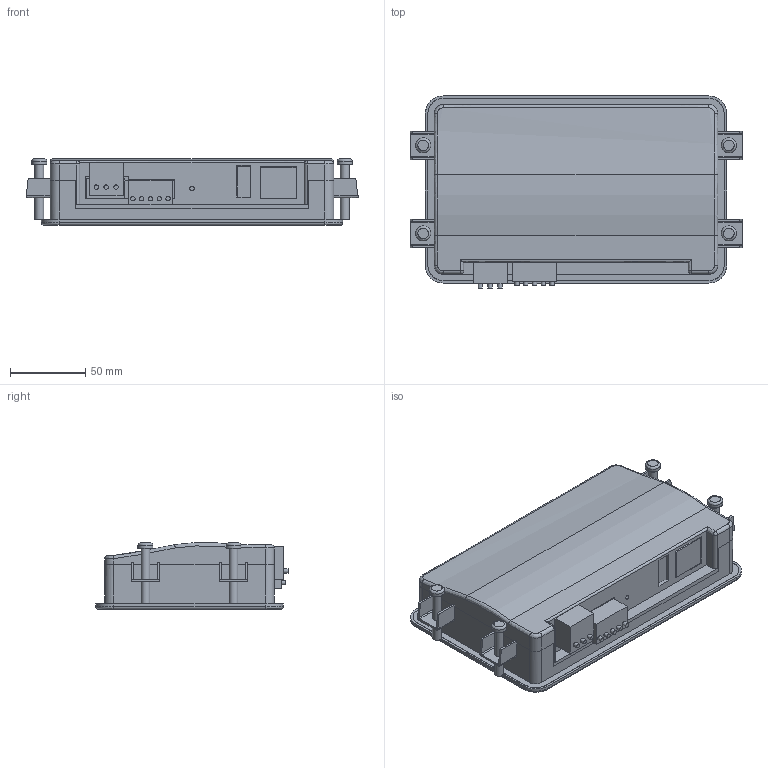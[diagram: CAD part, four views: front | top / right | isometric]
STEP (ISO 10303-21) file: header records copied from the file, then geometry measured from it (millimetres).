
FILE_DESCRIPTION(('FreeCAD Model'),'2;1');
FILE_NAME('Open CASCADE Shape Model','2025-04-30T07:11:05',('FreeCAD'),( 'FreeCAD'),'Open CASCADE STEP processor 7.6','FreeCAD','Unknown');
FILE_SCHEMA(('AUTOMOTIVE_DESIGN { 1 0 10303 214 1 1 1 1 }'));
Length unit declared in the file: millimetre
Products named in the file (1): Open CASCADE STEP translator 7.6 1
Bounding box: 220.37 x 127.57 x 44.22 mm (x, y, z)
Volume: 364430.9 mm3; surface area: 298896.1 mm2
Topology: 37 solids, 37 shells, 541 faces, 1308 edges, 856 vertices
Faces by surface type: bspline 541
Entity records: 15712 total; most frequent: CARTESIAN_POINT 7623, ORIENTED_EDGE 2616, EDGE_CURVE 1308, B_SPLINE_CURVE_WITH_KNOTS 1076, VERTEX_POINT 856, FACE_BOUND 592, EDGE_LOOP 592, ADVANCED_FACE 541
